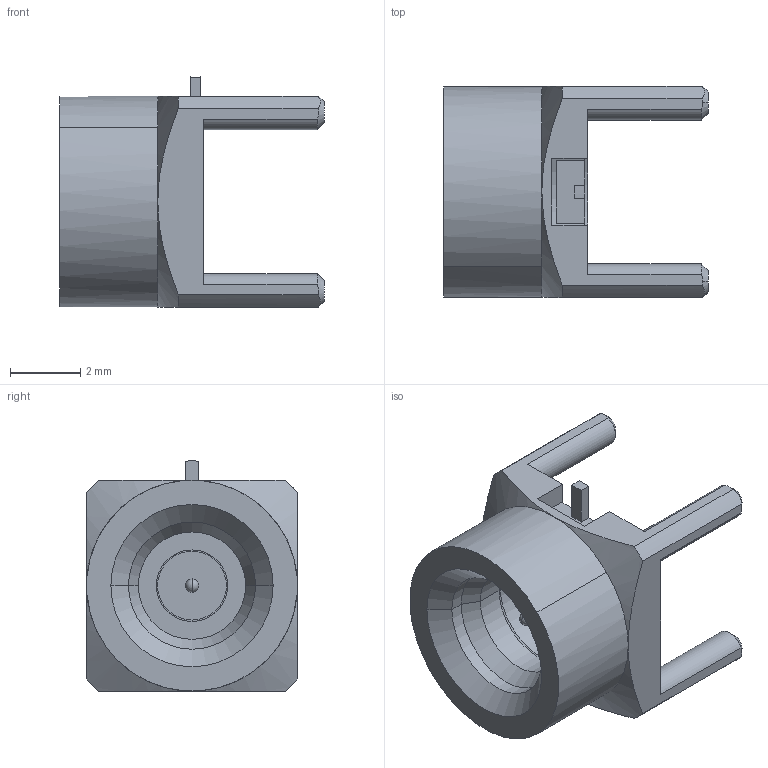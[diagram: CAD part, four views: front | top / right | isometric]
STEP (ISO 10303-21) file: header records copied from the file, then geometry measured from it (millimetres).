
FILE_DESCRIPTION((''),'2;1');
FILE_NAME('SMP-MSLD-PCT-4_SW0001','2013-07-24T',('KARTHIK R'),(''),'PRO/ENGINEER BY PARAMETRIC TECHNOLOGY CORPORATION, 2010100','PRO/ENGINEER BY PARAMETRIC TECHNOLOGY CORPORATION, 2010100','');
FILE_SCHEMA(('CONFIG_CONTROL_DESIGN'));
Length unit declared in the file: millimetre
Products named in the file (1): SMP-MSLD-PCT-4_SW0001
Bounding box: 7.52 x 5.99 x 6.54 mm (x, y, z)
Surface area: 247.5 mm2 (no closed solid volume)
Topology: 0 solids, 5 shells, 63 faces, 186 edges, 127 vertices
Faces by surface type: cylinder 22, plane 21, cone 18, sphere 2
Entity records: 2241 total; most frequent: CARTESIAN_POINT 525, DIRECTION 358, ORIENTED_EDGE 330, EDGE_CURVE 184, AXIS2_PLACEMENT_3D 135, VERTEX_POINT 127, VECTOR 88, LINE 88
